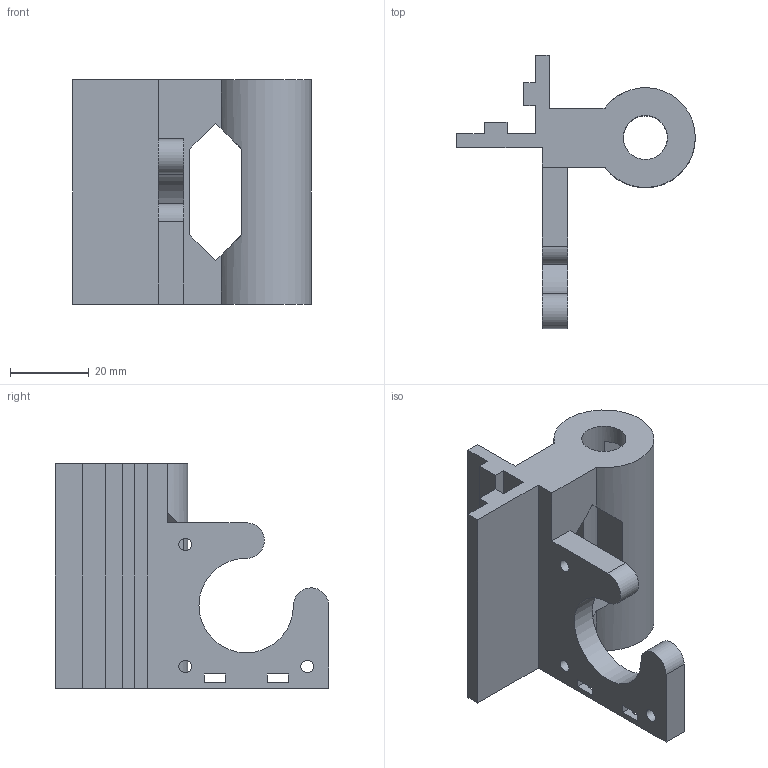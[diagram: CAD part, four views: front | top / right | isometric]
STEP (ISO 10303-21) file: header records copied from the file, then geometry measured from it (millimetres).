
FILE_DESCRIPTION(('FreeCAD Model'),'2;1');
FILE_NAME('x-motor-holder-TR8.step' ,'2019-07-08T10:37:21',('Author'),(''), 'Open CASCADE STEP processor 6.8','FreeCAD','Unknown');
FILE_SCHEMA(('AUTOMOTIVE_DESIGN_CC2 { 1 2 10303 214 -1 1 5 4 }'));
Length unit declared in the file: millimetre
Products named in the file (2): ASSEMBLY; x-motor-holder
Assembly tree (1 placements, depth 2):
  ASSEMBLY
    x-motor-holder
Bounding box: 60.65 x 69.46 x 57 mm (x, y, z)
Volume: 43652.2 mm3; surface area: 18939.8 mm2
Topology: 1 solids, 1 shells, 65 faces, 191 edges, 128 vertices
Faces by surface type: plane 51, cylinder 14
Full cylindrical faces by diameter (mm): 3.2 x7, 8 x2, 11.2 x1
Entity records: 5656 total; most frequent: CARTESIAN_POINT 1866, DIRECTION 684, LINE 461, VECTOR 461, ORIENTED_EDGE 382, PCURVE 382, DEFINITIONAL_REPRESENTATION 382, EDGE_CURVE 191
